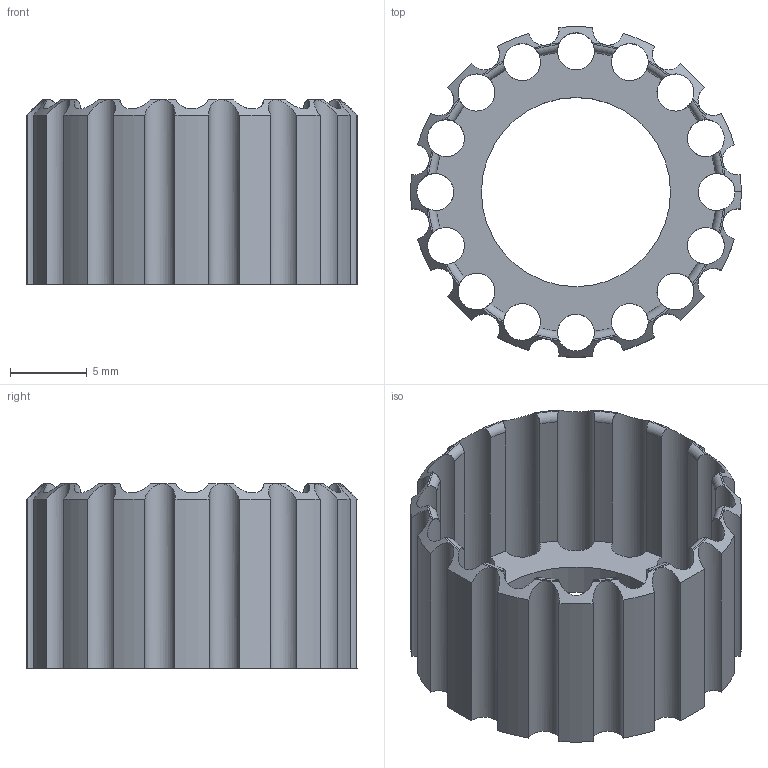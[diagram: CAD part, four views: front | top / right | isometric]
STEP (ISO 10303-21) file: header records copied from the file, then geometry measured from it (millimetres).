
FILE_DESCRIPTION(('FreeCAD Model'),'2;1');
FILE_NAME('support_bat.step','2017-09-29T12:12:46',('Author'),(''), 'Open CASCADE STEP processor 6.8','FreeCAD','Unknown');
FILE_SCHEMA(('AUTOMOTIVE_DESIGN_CC2 { 1 2 10303 214 -1 1 5 4 }'));
Length unit declared in the file: millimetre
Products named in the file (2): ASSEMBLY; 5.1-Support_bat_(-)
Assembly tree (1 placements, depth 2):
  ASSEMBLY
    5.1-Support_bat_(-)
Bounding box: 21.49 x 21.49 x 12 mm (x, y, z)
Volume: 660.5 mm3; surface area: 2378.2 mm2
Topology: 1 solids, 1 shells, 117 faces, 408 edges, 277 vertices
Faces by surface type: cylinder 66, plane 18, cone 17, torus 16
Full cylindrical faces by diameter (mm): 2.4 x16, 12.3 x1
Entity records: 9267 total; most frequent: CARTESIAN_POINT 5658, ORIENTED_EDGE 816, DIRECTION 744, EDGE_CURVE 408, AXIS2_PLACEMENT_3D 331, VERTEX_POINT 277, CIRCLE 212, FACE_BOUND 135
